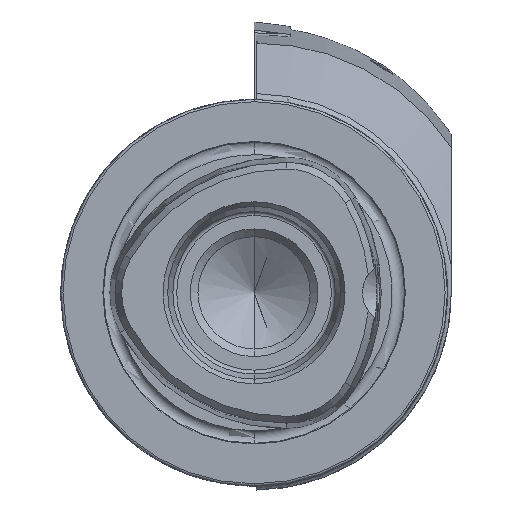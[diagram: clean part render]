
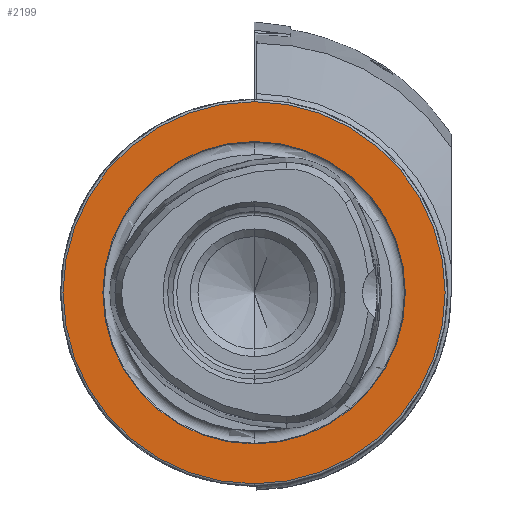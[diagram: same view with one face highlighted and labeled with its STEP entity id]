
A CAD part, left-side view. The second image highlights one B-rep face of the part: STEP entity #2199.
In plain terms, the highlighted planar face has unit normal (-1, 0, 0).
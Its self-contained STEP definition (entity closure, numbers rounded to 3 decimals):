
#206 = ORIENTED_EDGE ( 'NONE', *, *, #1065, .F. ) ;
#207 = ORIENTED_EDGE ( 'NONE', *, *, #6497, .F. ) ;
#465 = CIRCLE ( 'NONE', #5081, 19.55 ) ;
#467 = CIRCLE ( 'NONE', #5080, 24.7 ) ;
#1064 = EDGE_CURVE ( 'NONE', #9087, #9086, #467, .T. ) ;
#1065 = EDGE_CURVE ( 'NONE', #9084, #9082, #465, .T. ) ;
#2199 = ADVANCED_FACE ( 'NONE', ( #4418, #4416 ), #8097, .F. ) ;
#2307 = AXIS2_PLACEMENT_3D ( 'NONE', #8091, #8099, #8100 ) ;
#2612 = AXIS2_PLACEMENT_3D ( 'NONE', #5348, #5349, #5350 ) ;
#2615 = AXIS2_PLACEMENT_3D ( 'NONE', #5359, #5360, #5361 ) ;
#3591 = CARTESIAN_POINT ( 'NONE',  ( 0., 0., -19.55 ) ) ;
#3593 = CARTESIAN_POINT ( 'NONE',  ( 0., 0., 19.55 ) ) ;
#3595 = CARTESIAN_POINT ( 'NONE',  ( 0., 0., 24.7 ) ) ;
#3596 = CARTESIAN_POINT ( 'NONE',  ( 0., 0., -24.7 ) ) ;
#4416 = FACE_OUTER_BOUND ( 'NONE', #8398, .T. ) ;
#4418 = FACE_BOUND ( 'NONE', #8399, .T. ) ;
#5080 = AXIS2_PLACEMENT_3D ( 'NONE', #5918, #5919, #5920 ) ;
#5081 = AXIS2_PLACEMENT_3D ( 'NONE', #5922, #5923, #5924 ) ;
#5348 = CARTESIAN_POINT ( 'NONE',  ( 0., 0., 0. ) ) ;
#5349 = DIRECTION ( 'NONE',  ( -1., 0., 0. ) ) ;
#5350 = DIRECTION ( 'NONE',  ( 0., 0., 1. ) ) ;
#5359 = CARTESIAN_POINT ( 'NONE',  ( 0., 0., 0. ) ) ;
#5360 = DIRECTION ( 'NONE',  ( -1., 0., 0. ) ) ;
#5361 = DIRECTION ( 'NONE',  ( 0., 0., 1. ) ) ;
#5918 = CARTESIAN_POINT ( 'NONE',  ( 0., 0., 0. ) ) ;
#5919 = DIRECTION ( 'NONE',  ( -1., 0., 0. ) ) ;
#5920 = DIRECTION ( 'NONE',  ( 0., 0., 1. ) ) ;
#5922 = CARTESIAN_POINT ( 'NONE',  ( 0., 0., 0. ) ) ;
#5923 = DIRECTION ( 'NONE',  ( -1., 0., 0. ) ) ;
#5924 = DIRECTION ( 'NONE',  ( 0., 0., 1. ) ) ;
#6497 = EDGE_CURVE ( 'NONE', #9082, #9084, #7455, .T. ) ;
#6501 = EDGE_CURVE ( 'NONE', #9086, #9087, #7463, .T. ) ;
#6801 = ORIENTED_EDGE ( 'NONE', *, *, #6501, .T. ) ;
#6802 = ORIENTED_EDGE ( 'NONE', *, *, #1064, .T. ) ;
#7455 = CIRCLE ( 'NONE', #2612, 19.55 ) ;
#7463 = CIRCLE ( 'NONE', #2615, 24.7 ) ;
#8091 = CARTESIAN_POINT ( 'NONE',  ( 0., 19.55, 0. ) ) ;
#8097 = PLANE ( 'NONE',  #2307 ) ;
#8099 = DIRECTION ( 'NONE',  ( 1., 0., 0. ) ) ;
#8100 = DIRECTION ( 'NONE',  ( 0., 0., -1. ) ) ;
#8398 = EDGE_LOOP ( 'NONE', ( #6801, #6802 ) ) ;
#8399 = EDGE_LOOP ( 'NONE', ( #206, #207 ) ) ;
#9082 = VERTEX_POINT ( 'NONE', #3591 ) ;
#9084 = VERTEX_POINT ( 'NONE', #3593 ) ;
#9086 = VERTEX_POINT ( 'NONE', #3595 ) ;
#9087 = VERTEX_POINT ( 'NONE', #3596 ) ;
